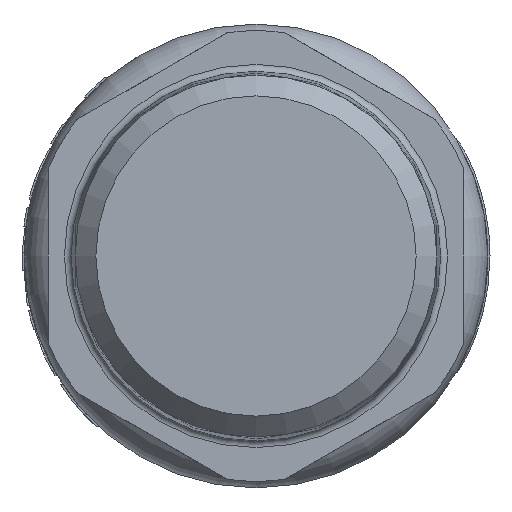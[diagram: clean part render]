
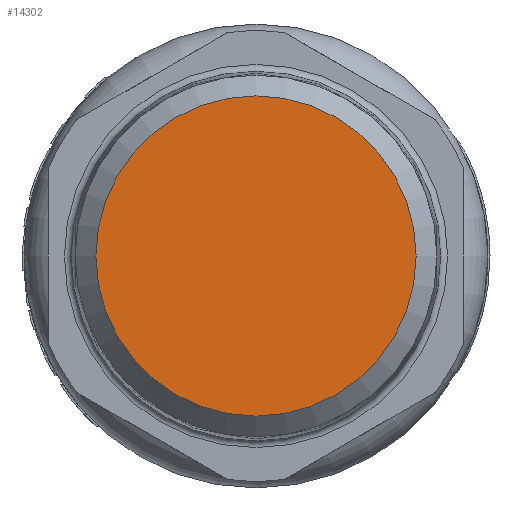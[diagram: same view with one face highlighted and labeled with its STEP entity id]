
A CAD part, left-side view. The second image highlights one B-rep face of the part: STEP entity #14302.
In plain terms, the highlighted planar face has unit normal (-1, 0, 0).
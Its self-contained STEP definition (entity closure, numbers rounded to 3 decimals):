
#1831=PLANE('',#15405);
#2611=FACE_OUTER_BOUND('',#3398,.T.);
#3398=EDGE_LOOP('',(#11563,#11564));
#4063=CIRCLE('',#15406,11.566);
#4064=CIRCLE('',#15407,11.566);
#6050=VERTEX_POINT('',#28174);
#6051=VERTEX_POINT('',#28175);
#7973=EDGE_CURVE('',#6050,#6051,#4063,.T.);
#7974=EDGE_CURVE('',#6051,#6050,#4064,.T.);
#11563=ORIENTED_EDGE('',*,*,#7973,.T.);
#11564=ORIENTED_EDGE('',*,*,#7974,.T.);
#14302=ADVANCED_FACE('',(#2611),#1831,.T.);
#15405=AXIS2_PLACEMENT_3D('',#28173,#18013,#18014);
#15406=AXIS2_PLACEMENT_3D('',#28176,#18015,#18016);
#15407=AXIS2_PLACEMENT_3D('',#28177,#18017,#18018);
#18013=DIRECTION('center_axis',(-1.,0.,0.));
#18014=DIRECTION('ref_axis',(0.,-1.,0.));
#18015=DIRECTION('center_axis',(-1.,0.,0.));
#18016=DIRECTION('ref_axis',(0.,0.,
1.));
#18017=DIRECTION('center_axis',(-1.,0.,0.));
#18018=DIRECTION('ref_axis',(0.,0.,
1.));
#28173=CARTESIAN_POINT('Origin',(-53.82,0.,13.017));
#28174=CARTESIAN_POINT('',(-53.82,0.,11.566));
#28175=CARTESIAN_POINT('',(-53.82,0.,-11.566));
#28176=CARTESIAN_POINT('Origin',(-53.82,0.,0.));
#28177=CARTESIAN_POINT('Origin',(-53.82,0.,0.));
